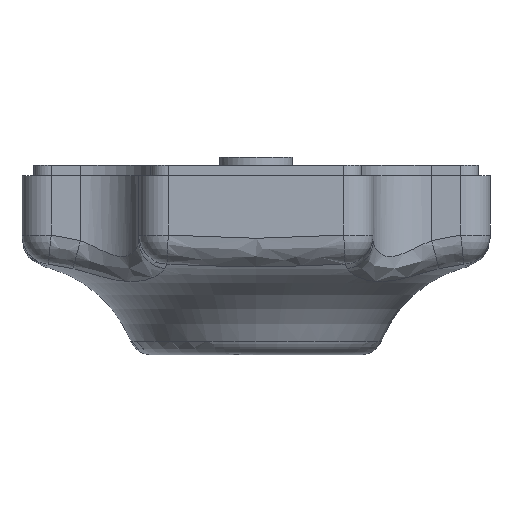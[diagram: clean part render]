
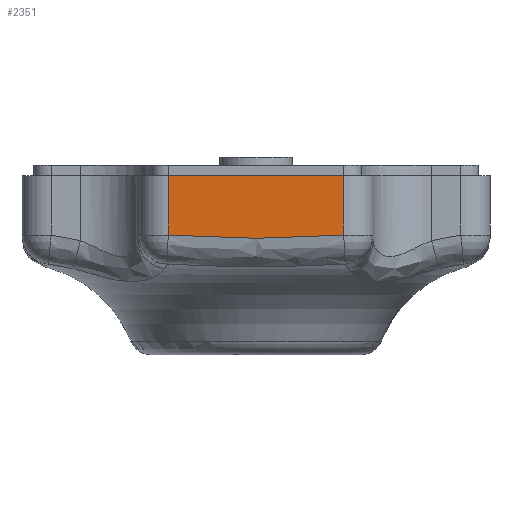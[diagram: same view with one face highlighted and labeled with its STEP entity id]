
A CAD part, left-side view. The second image highlights one B-rep face of the part: STEP entity #2351.
In plain terms, the highlighted planar face has unit normal (-1, 0, 0).
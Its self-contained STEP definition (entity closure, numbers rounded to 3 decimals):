
#166=LINE('',#6063,#310);
#167=LINE('',#6066,#311);
#168=LINE('',#6067,#312);
#310=VECTOR('',#3130,4.071);
#311=VECTOR('',#3133,12.);
#312=VECTOR('',#3134,4.071);
#398=B_SPLINE_CURVE_WITH_KNOTS('',3,(#5239,#5240,#5241,#5242,#5243,#5244,
#5245),.UNSPECIFIED.,.F.,.F.,(4,1,1,1,4),(0.197,0.368,
0.712,1.055,1.398),.UNSPECIFIED.);
#636=FACE_OUTER_BOUND('',#791,.T.);
#791=EDGE_LOOP('',(#2074,#2075,#2076,#2077));
#1081=VERTEX_POINT('',#5236);
#1082=VERTEX_POINT('',#5238);
#1120=VERTEX_POINT('',#6061);
#1121=VERTEX_POINT('',#6065);
#1381=EDGE_CURVE('',#1081,#1082,#398,.T.);
#1457=EDGE_CURVE('',#1081,#1120,#166,.T.);
#1458=EDGE_CURVE('',#1121,#1120,#167,.T.);
#1459=EDGE_CURVE('',#1082,#1121,#168,.T.);
#2074=ORIENTED_EDGE('',*,*,#1381,.F.);
#2075=ORIENTED_EDGE('',*,*,#1457,.T.);
#2076=ORIENTED_EDGE('',*,*,#1458,.F.);
#2077=ORIENTED_EDGE('',*,*,#1459,.F.);
#2211=PLANE('',#2570);
#2351=ADVANCED_FACE('',(#636),#2211,.T.);
#2570=AXIS2_PLACEMENT_3D('',#6064,#3131,#3132);
#3130=DIRECTION('',(0.,0.,1.));
#3131=DIRECTION('center_axis',(-1.,0.,0.));
#3132=DIRECTION('ref_axis',(0.,-1.,0.));
#3133=DIRECTION('',(0.,-1.,0.));
#3134=DIRECTION('',(0.,0.,1.));
#5236=CARTESIAN_POINT('',(0.,10.,1.929));
#5238=CARTESIAN_POINT('',(0.,22.,1.929));
#5239=CARTESIAN_POINT('Ctrl Pts',(0.,10.,1.929));
#5240=CARTESIAN_POINT('Ctrl Pts',(0.,10.571,
1.903));
#5241=CARTESIAN_POINT('Ctrl Pts',(0.,12.284,
1.811));
#5242=CARTESIAN_POINT('Ctrl Pts',(0.,15.142,
1.681));
#5243=CARTESIAN_POINT('Ctrl Pts',(0.,18.574,
1.739));
#5244=CARTESIAN_POINT('Ctrl Pts',(0.,20.857,
1.877));
#5245=CARTESIAN_POINT('Ctrl Pts',(0.,22.,1.929));
#6061=CARTESIAN_POINT('',(0.,10.,6.));
#6063=CARTESIAN_POINT('',(0.,10.,0.));
#6064=CARTESIAN_POINT('Origin',(0.,22.,0.));
#6065=CARTESIAN_POINT('',(0.,22.,6.));
#6066=CARTESIAN_POINT('',(0.,22.,6.));
#6067=CARTESIAN_POINT('',(0.,22.,0.));
